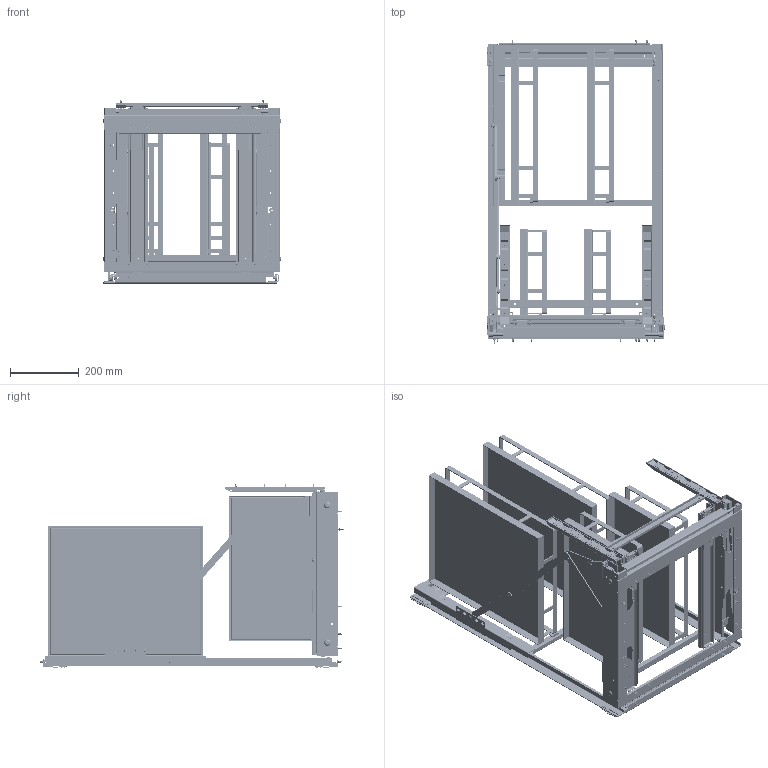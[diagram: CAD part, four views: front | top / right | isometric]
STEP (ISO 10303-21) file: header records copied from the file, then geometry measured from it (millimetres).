
FILE_DESCRIPTION(/* description */ (''),/* implementation_level */ '2;1');
FILE_NAME(/* name */ 'KO-UMC450_P.stp',/* time_stamp */ '2022-04-13T16:08:46+02:00',/* author */ ('tomaszw'),/* organization */ (''),/* preprocessor_version */ 'ST-DEVELOPER v18.1',/* originating_system */ 'Autodesk Inventor 2021',/* authorisation */ '');
FILE_SCHEMA (('AUTOMOTIVE_DESIGN { 1 0 10303 214 3 1 1 }'));
Products named in the file (67): TR-90E产品图（20210108）; ZHAI-MIAN-HUA-JIA_ASM_MIR1; ZHAI-MIAN-HUA-JIA-0000_ASM_MIR1; LPO-2019-9-16-J-RT-_MIR1; ZHAI-MIAN-HUA-JIA-004_MIR1; ZHAI-MIAN-HUA-JIA-005_MIR1; ZHAI-MIAN-HUA-JIA-006_MIR1; ZHAI-MIAN-HUA-JIA-007_MIR1; ZHAI-MIAN-HUA-JIA-0004_MIR1; ZHAI-MIAN-HUA-JIA-0005_MIR1; ZHAI-MIAN-HUA-JIA-0006_MIR1; ZHAI-MIAN-HUA-JIA-00010_MIR1; DOUI-2019-9-18--TY--_ASM_MIR1; DOI-2019-9-17-IT-_MIR1; DIO-2019-9-18--YUT--_MIR1; DOL-2019-9-18--YRTY--_MIR1; ZHAI-MIAN-HUA-JIA-008_MIR1; ZHAI-MIAN-HUA-JIA-009_MIR1; TR-90E-DAO-GUI--482-002_MIR1; ISO 7046-1 - M5 x 6 - 4.8 - Z; ZHAI-MIAN-HUA-JIA-1_ASM_MIR1; ZHAI-MIAN-HUA-JIA-000_ASM_MIR1; DIO-2019-9-17--UYR-_MIR1; FANG-GUAN-14X20X369-5_MIR1; DIO-2019-9-17--YTR-_MIR1; ZHAI-MIAN-HUA-JIA-002_MIR1; ZHAI-MIAN-HUA-JIA-003_MIR1; TR-90E-MEN-BAN-000_ASM_MIR1; TR-90E-MEN-BAN-003_MIR1; DIO-2019-10-10--YUR-_ASM_MIR1; DOI-2019-19-19--TR-_MIR1; MEN-BAN-PIA-01_MIR1; TR-90E-MEN-BAN-004_MIR1; LUI-SI-04_MIR1; TR-90E-DAO-GUI--482-001_MIR1; MIAN-HUA-JIA_ASM_MIR1; MIAN-HUA-JIA-02_MIR1; MIAN-HUA-JIA-03_MIR1; MIAN-HUA-JIA-01_MIR1; MIAN-HUA-JIA-04_ASM_MIR1 ...
Assembly tree (130 placements, depth 7):
  TR-90E产品图（20210108）
    ZHAI-MIAN-HUA-JIA_ASM_MIR1
      ZHAI-MIAN-HUA-JIA-0000_ASM_MIR1
        LPO-2019-9-16-J-RT-_MIR1
        ZHAI-MIAN-HUA-JIA-004_MIR1
        ZHAI-MIAN-HUA-JIA-005_MIR1
        ZHAI-MIAN-HUA-JIA-006_MIR1
        ZHAI-MIAN-HUA-JIA-007_MIR1
        ZHAI-MIAN-HUA-JIA-0004_MIR1
        ZHAI-MIAN-HUA-JIA-0005_MIR1
        ZHAI-MIAN-HUA-JIA-0006_MIR1
        ZHAI-MIAN-HUA-JIA-0010_MIR1
        ZHAI-MIAN-HUA-JIA-00010_MIR1  x2
        LUI-SI-01_MIR1  x14
      DOUI-2019-9-18--TY--_ASM_MIR1
        DOI-2019-9-17-IT-_MIR1
        DIO-2019-9-18--YUT--_MIR1  x2
        DOL-2019-9-18--YRTY--_MIR1  x2
        ZHAI-MIAN-HUA-JIA-008_MIR1  x2
        ZHAI-MIAN-HUA-JIA-009_MIR1
        TR-90E-DAO-GUI--482-002_MIR1  x2
        ISO 7046-1 - M5 x 6 - 4.8 - Z  x2
      ZHAI-MIAN-HUA-JIA-1_ASM_MIR1
        ZHAI-MIAN-HUA-JIA-000_ASM_MIR1
          DIO-2019-9-17--UYR-_MIR1
          FANG-GUAN-14X20X369-5_MIR1
          DIO-2019-9-17--YTR-_MIR1
          ZHAI-MIAN-HUA-JIA-002_MIR1
          ZHAI-MIAN-HUA-JIA-003_MIR1
          DAO-LUN-00_ASM_MIR1  x2
            DAO-LUN-01_ASM_MIR1
              DAO-LUN-02_MIR1
              DAO-LUN-03_MIR1
              DAO-LUN-04_MIR1
              DAO-LUN-05_MIR1
            DAO-LUN-06_MIR1
            DAO-LUN-07_MIR1
            DAO-LUN-08_MIR1
        TR-90E-MEN-BAN-000_ASM_MIR1
          DIO-2019-10-10--YUR-_ASM_MIR1  x2
            DOI-2019-19-19--TR-_MIR1
            MEN-BAN-PIA-01_MIR1
            LUI-SI-01_MIR1
            LUI-SI-04_MIR1
          TR-90E-MEN-BAN-003_MIR1
          TR-90E-MEN-BAN-004_MIR1  x2
        LUI-SI-03_MIR1  x4
        LUI-SI-04_MIR1  x2
        TR-90E-DAO-GUI--482-001_MIR1  x2
    MIAN-HUA-JIA_ASM_MIR1
      MIAN-HUA-JIA-01_MIR1  x2
      MIAN-HUA-JIA-02_MIR1
      MIAN-HUA-JIA-03_MIR1
      MIAN-HUA-JIA-04_ASM_MIR1
        MIAN-HUA-JIA-10_MIR1
        MIAN-HUA-JIA-06_MIR1  x2
        MIAN-HUA-JIA-07_MIR1
        DAO-LUN-00_ASM_MIR1  x6
          DAO-LUN-01_ASM_MIR1
            DAO-LUN-02_MIR1
Bounding box: 516 x 886.5 x 536.8 mm (x, y, z)
Volume: 3474215.1 mm3; surface area: 3644312.4 mm2
Topology: 176 solids, 176 shells, 8361 faces, 21129 edges, 13117 vertices
Faces by surface type: plane 2949, cylinder 2755, bspline 2197, cone 275, torus 185
Full cylindrical faces by diameter (mm): 3 x2, 3.3 x4, 4 x717, 4.2 x24, 4.3 x36, 4.509 x3, 4.8 x80, 5 x91, 5.1 x4, 5.2 x19, 5.4 x3, 5.9 x4, 6 x22, 6.2 x4, 6.4 x2, 7 x10, 7.7 x3, 8 x14, 8.2 x2, 8.4 x8, 8.5 x40, 9 x8, 9.3 x3, 9.4 x4, 9.5 x1, 10 x43, 11.4 x8, 11.6 x16, 13.4 x2, 13.8 x16
Entity records: 122861 total; most frequent: CARTESIAN_POINT 53107, DIRECTION 14130, ORIENTED_EDGE 13840, EDGE_CURVE 6920, AXIS2_PLACEMENT_3D 5053, VERTEX_POINT 4253, LINE 4024, VECTOR 4024
